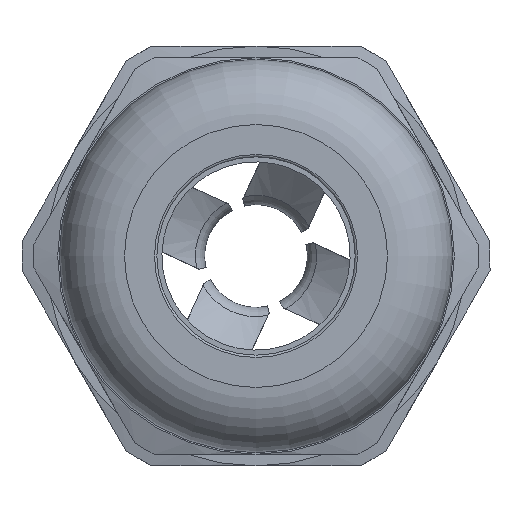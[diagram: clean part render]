
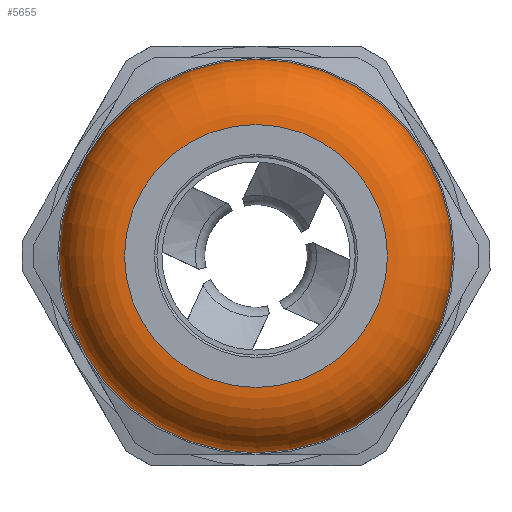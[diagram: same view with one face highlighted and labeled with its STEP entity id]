
A CAD part, left-side view. The second image highlights one B-rep face of the part: STEP entity #5655.
In plain terms, the highlighted toroidal (fillet/blend) face has major radius 5.635 mm and minor radius 2.8 mm.
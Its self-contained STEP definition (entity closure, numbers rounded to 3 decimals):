
#84=TOROIDAL_SURFACE('',#6096,5.635,2.8);
#219=FACE_BOUND('',#1125,.T.);
#441=CIRCLE('',#6092,5.635);
#443=CIRCLE('',#6097,8.435);
#778=FACE_OUTER_BOUND('',#1124,.T.);
#1124=EDGE_LOOP('',(#3929));
#1125=EDGE_LOOP('',(#3930));
#2353=VERTEX_POINT('',#9657);
#2355=VERTEX_POINT('',#9664);
#2968=EDGE_CURVE('',#2353,#2353,#441,.T.);
#2970=EDGE_CURVE('',#2355,#2355,#443,.T.);
#3929=ORIENTED_EDGE('',*,*,#2968,.T.);
#3930=ORIENTED_EDGE('',*,*,#2970,.F.);
#5655=ADVANCED_FACE('',(#778,#219),#84,.T.);
#6092=AXIS2_PLACEMENT_3D('',#9658,#6854,#6855);
#6096=AXIS2_PLACEMENT_3D('',#9663,#6862,#6863);
#6097=AXIS2_PLACEMENT_3D('',#9665,#6864,#6865);
#6854=DIRECTION('center_axis',(1.,0.,0.));
#6855=DIRECTION('ref_axis',(0.,0.,-1.));
#6862=DIRECTION('center_axis',(1.,0.,0.));
#6863=DIRECTION('ref_axis',(0.,0.,-1.));
#6864=DIRECTION('center_axis',(1.,0.,0.));
#6865=DIRECTION('ref_axis',(0.,0.,-1.));
#9657=CARTESIAN_POINT('',(-14.1,5.635,0.));
#9658=CARTESIAN_POINT('Origin',(-14.1,0.,0.));
#9663=CARTESIAN_POINT('Origin',(-11.3,0.,0.));
#9664=CARTESIAN_POINT('',(-11.3,8.435,0.));
#9665=CARTESIAN_POINT('Origin',(-11.3,0.,0.));
